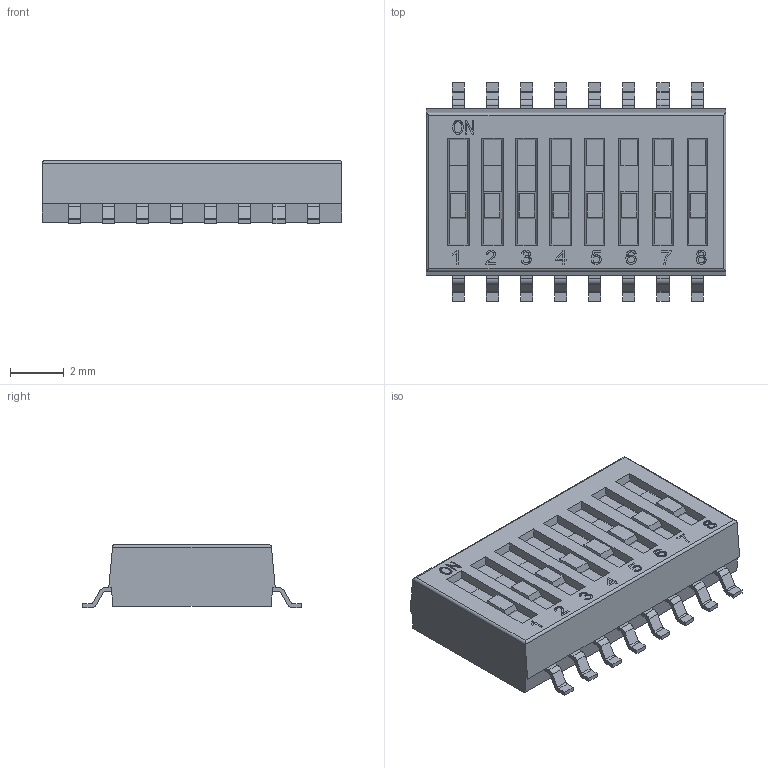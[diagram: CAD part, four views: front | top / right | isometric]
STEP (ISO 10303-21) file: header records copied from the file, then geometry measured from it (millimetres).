
FILE_DESCRIPTION (( 'STEP AP214' ), '1' );
FILE_NAME ('Switch-SMT-TDA08.STEP', '2014-08-18T15:37:34', ( '' ), ( '' ), 'SwSTEP 2.0', 'SolidWorks 2013', '' );
FILE_SCHEMA (( 'AUTOMOTIVE_DESIGN' ));
Length unit declared in the file: centimetre
Products named in the file (4): User Library-TDA04_DipSwitch_Body_1; User Library-TDA04_DipSwitch_Pin_1; User Library-TDA04_DipSwitch_Switch_1; Switch-SMT-TDA08
Assembly tree (25 placements, depth 2):
  Switch-SMT-TDA08
    User Library-TDA04_DipSwitch_Switch_1  x8
    User Library-TDA04_DipSwitch_Pin_1  x16
    User Library-TDA04_DipSwitch_Body_1
Bounding box: 11.16 x 8.13 x 2.36 mm (x, y, z)
Volume: 153.9 mm3; surface area: 302.3 mm2
Topology: 25 solids, 25 shells, 514 faces, 1291 edges, 850 vertices
Faces by surface type: plane 370, bspline 76, cylinder 68
Entity records: 13496 total; most frequent: CARTESIAN_POINT 6159, ORIENTED_EDGE 1138, DIRECTION 765, EDGE_CURVE 569, VECTOR 401, LINE 401, VERTEX_POINT 378, EDGE_LOOP 243
